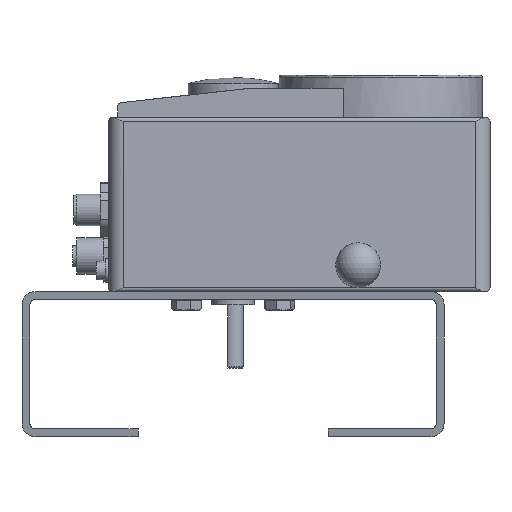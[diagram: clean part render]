
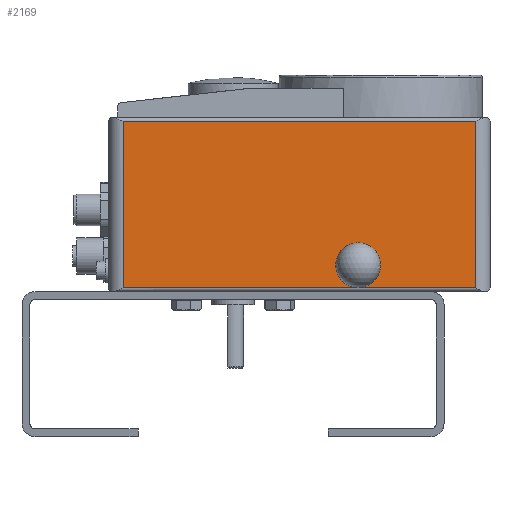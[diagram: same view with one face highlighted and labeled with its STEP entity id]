
A CAD part, front view. The second image highlights one B-rep face of the part: STEP entity #2169.
In plain terms, the highlighted planar face has unit normal (0, -1, 0).
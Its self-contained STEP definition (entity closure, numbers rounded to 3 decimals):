
#1349=CARTESIAN_POINT('',(139.1,-40.9,64.5));
#1350=VERTEX_POINT('',#1349);
#1362=CARTESIAN_POINT('',(139.1,-40.9,1.5));
#1363=VERTEX_POINT('',#1362);
#1364=CARTESIAN_POINT('',(139.1,-40.9,1.5));
#1365=DIRECTION('',(0.0,0.0,1.0));
#1366=VECTOR('',#1365,63.0);
#1367=LINE('',#1364,#1366);
#1368=EDGE_CURVE('',#1363,#1350,#1367,.T.);
#1998=CARTESIAN_POINT('',(5.5,-40.9,64.5));
#1999=VERTEX_POINT('',#1998);
#2032=CARTESIAN_POINT('',(5.5,-40.9,1.5));
#2033=VERTEX_POINT('',#2032);
#2047=CARTESIAN_POINT('',(5.5,-40.9,1.5));
#2048=DIRECTION('',(0.0,0.0,1.0));
#2049=VECTOR('',#2048,63.0);
#2050=LINE('',#2047,#2049);
#2051=EDGE_CURVE('',#2033,#1999,#2050,.T.);
#2096=CARTESIAN_POINT('',(94.6,-40.9,1.5));
#2097=VERTEX_POINT('',#2096);
#2098=CARTESIAN_POINT('',(94.6,-40.9,1.5));
#2099=DIRECTION('',(1.0,0.0,0.0));
#2100=VECTOR('',#2099,44.5);
#2101=LINE('',#2098,#2100);
#2102=EDGE_CURVE('',#2097,#1363,#2101,.T.);
#2104=CARTESIAN_POINT('',(5.5,-40.9,1.5));
#2105=DIRECTION('',(1.0,0.0,0.0));
#2106=VECTOR('',#2105,89.1);
#2107=LINE('',#2104,#2106);
#2108=EDGE_CURVE('',#2033,#2097,#2107,.T.);
#2141=CARTESIAN_POINT('',(139.1,-40.9,64.5));
#2142=DIRECTION('',(-1.0,0.0,0.0));
#2143=VECTOR('',#2142,133.6);
#2144=LINE('',#2141,#2143);
#2145=EDGE_CURVE('',#1350,#1999,#2144,.T.);
#2150=CARTESIAN_POINT('',(0.0,-40.9,0.0));
#2151=DIRECTION('',(0.0,1.0,0.0));
#2152=DIRECTION('',(0.0,0.0,1.0));
#2153=AXIS2_PLACEMENT_3D('',#2150,#2151,#2152);
#2154=PLANE('',#2153);
#2155=ORIENTED_EDGE('',*,*,#2145,.T.);
#2156=ORIENTED_EDGE('',*,*,#2051,.F.);
#2157=ORIENTED_EDGE('',*,*,#2108,.T.);
#2158=CARTESIAN_POINT('',(94.6,-40.9,10.0));
#2159=DIRECTION('',(0.0,1.0,0.0));
#2160=DIRECTION('',(0.0,0.0,1.0));
#2161=AXIS2_PLACEMENT_3D('',#2158,#2159,#2160);
#2162=CIRCLE('',#2161,8.5);
#2163=EDGE_CURVE('',#2097,#2097,#2162,.T.);
#2164=ORIENTED_EDGE('',*,*,#2163,.T.);
#2165=ORIENTED_EDGE('',*,*,#2102,.T.);
#2166=ORIENTED_EDGE('',*,*,#1368,.T.);
#2167=EDGE_LOOP('',(#2155,#2156,#2157,#2164,#2165,#2166));
#2168=FACE_OUTER_BOUND('',#2167,.T.);
#2169=ADVANCED_FACE('',(#2168),#2154,.F.);
